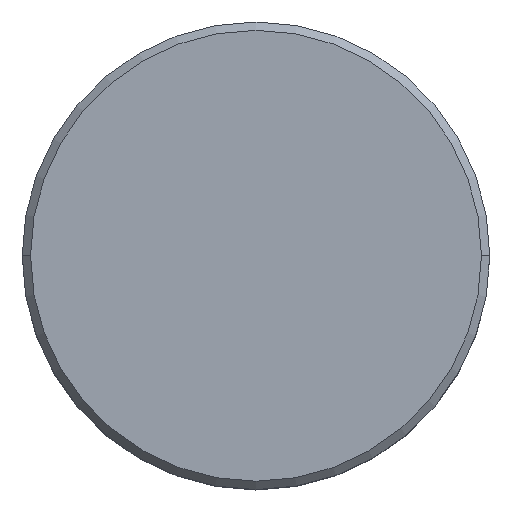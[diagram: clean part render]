
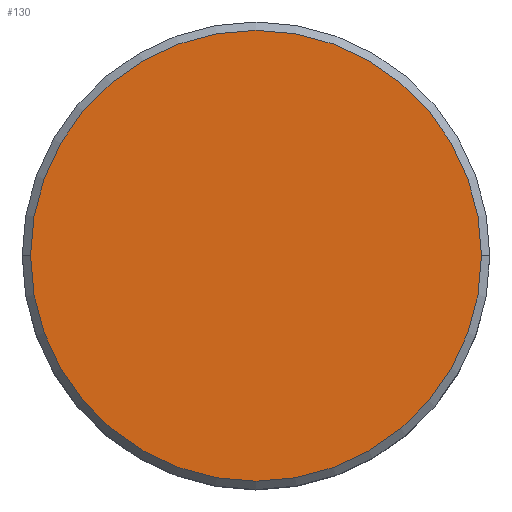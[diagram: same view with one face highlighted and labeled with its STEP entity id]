
A CAD part, top view. The second image highlights one B-rep face of the part: STEP entity #130.
In plain terms, the highlighted planar face has unit normal (0, 0, 1).
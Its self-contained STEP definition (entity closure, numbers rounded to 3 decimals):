
#52 = AXIS2_PLACEMENT_3D ( 'NONE', #68, #204, #423 ) ;
#60 = ORIENTED_EDGE ( 'NONE', *, *, #432, .T. ) ;
#68 = CARTESIAN_POINT ( 'NONE',  ( 0., 0., 0. ) ) ;
#105 = AXIS2_PLACEMENT_3D ( 'NONE', #436, #263, #402 ) ;
#130 = ADVANCED_FACE ( 'NONE', ( #242 ), #279, .T. ) ;
#141 = EDGE_CURVE ( 'NONE', #375, #215, #308, .T. ) ;
#204 = DIRECTION ( 'NONE',  ( 0., 0., 1. ) ) ;
#206 = CARTESIAN_POINT ( 'NONE',  ( -13.5, 0., 0. ) ) ;
#215 = VERTEX_POINT ( 'NONE', #206 ) ;
#227 = EDGE_LOOP ( 'NONE', ( #60, #341 ) ) ;
#242 = FACE_OUTER_BOUND ( 'NONE', #227, .T. ) ;
#263 = DIRECTION ( 'NONE',  ( 0., 0., 1. ) ) ;
#279 = PLANE ( 'NONE',  #300 ) ;
#283 = CARTESIAN_POINT ( 'NONE',  ( 0., 0., 0. ) ) ;
#292 = CIRCLE ( 'NONE', #105, 13.5 ) ;
#295 = CARTESIAN_POINT ( 'NONE',  ( 13.5, 0., 0. ) ) ;
#300 = AXIS2_PLACEMENT_3D ( 'NONE', #283, #353, #381 ) ;
#308 = CIRCLE ( 'NONE', #52, 13.5 ) ;
#341 = ORIENTED_EDGE ( 'NONE', *, *, #141, .T. ) ;
#353 = DIRECTION ( 'NONE',  ( 0., 0., 1. ) ) ;
#375 = VERTEX_POINT ( 'NONE', #295 ) ;
#381 = DIRECTION ( 'NONE',  ( 1., 0., 0. ) ) ;
#402 = DIRECTION ( 'NONE',  ( 1., 0., 0. ) ) ;
#423 = DIRECTION ( 'NONE',  ( 1., 0., 0. ) ) ;
#432 = EDGE_CURVE ( 'NONE', #215, #375, #292, .T. ) ;
#436 = CARTESIAN_POINT ( 'NONE',  ( 0., 0., 0. ) ) ;
